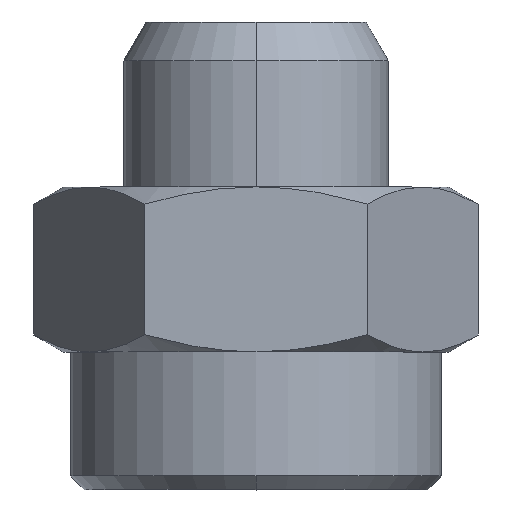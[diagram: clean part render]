
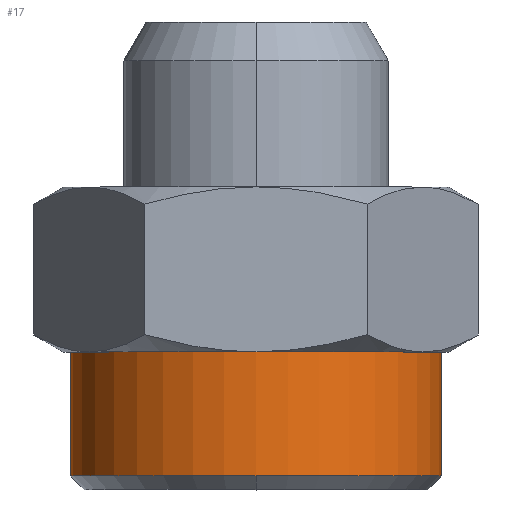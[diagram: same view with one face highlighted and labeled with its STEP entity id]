
A CAD part, top view. The second image highlights one B-rep face of the part: STEP entity #17.
In plain terms, the highlighted cylindrical face has radius 6.75 mm (diameter 13.5 mm), a partial arc.
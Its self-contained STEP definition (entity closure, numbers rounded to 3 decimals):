
#12 = LINE ( 'NONE', #831, #1321 ) ;
#17 = ADVANCED_FACE ( 'NONE', ( #874 ), #622, .T. ) ;
#60 = CARTESIAN_POINT ( 'NONE',  ( -6.75, 5., 0. ) ) ;
#126 = CARTESIAN_POINT ( 'NONE',  ( 6.75, 5., 0. ) ) ;
#245 = DIRECTION ( 'NONE',  ( 1., 0., 0. ) ) ;
#261 = DIRECTION ( 'NONE',  ( 0., 1., 0. ) ) ;
#341 = CIRCLE ( 'NONE', #1049, 6.75 ) ;
#350 = AXIS2_PLACEMENT_3D ( 'NONE', #368, #261, #985 ) ;
#368 = CARTESIAN_POINT ( 'NONE',  ( 0., 5., 0. ) ) ;
#394 = EDGE_CURVE ( 'NONE', #1050, #1308, #1069, .T. ) ;
#400 = DIRECTION ( 'NONE',  ( 0., -1., 0. ) ) ;
#473 = VERTEX_POINT ( 'NONE', #126 ) ;
#475 = CARTESIAN_POINT ( 'NONE',  ( -6.75, 5., 0. ) ) ;
#530 = EDGE_CURVE ( 'NONE', #1050, #473, #707, .T. ) ;
#535 = ORIENTED_EDGE ( 'NONE', *, *, #1249, .T. ) ;
#595 = DIRECTION ( 'NONE',  ( 0., -1., 0. ) ) ;
#612 = CARTESIAN_POINT ( 'NONE',  ( 0., 0.5, 0. ) ) ;
#622 = CYLINDRICAL_SURFACE ( 'NONE', #1244, 6.75 ) ;
#654 = EDGE_CURVE ( 'NONE', #935, #945, #341, .T. ) ;
#704 = ORIENTED_EDGE ( 'NONE', *, *, #654, .T. ) ;
#707 = CIRCLE ( 'NONE', #350, 6.75 ) ;
#720 = CARTESIAN_POINT ( 'NONE',  ( 0., 0.5, 6.75 ) ) ;
#762 = CARTESIAN_POINT ( 'NONE',  ( 0., 0.5, 0. ) ) ;
#766 = DIRECTION ( 'NONE',  ( 0., 0., 1. ) ) ;
#790 = ORIENTED_EDGE ( 'NONE', *, *, #394, .T. ) ;
#816 = CIRCLE ( 'NONE', #1084, 6.75 ) ;
#822 = DIRECTION ( 'NONE',  ( 0., 1., 0. ) ) ;
#831 = CARTESIAN_POINT ( 'NONE',  ( 6.75, 5., 0. ) ) ;
#874 = FACE_OUTER_BOUND ( 'NONE', #1177, .T. ) ;
#877 = ORIENTED_EDGE ( 'NONE', *, *, #530, .F. ) ;
#935 = VERTEX_POINT ( 'NONE', #720 ) ;
#945 = VERTEX_POINT ( 'NONE', #1188 ) ;
#985 = DIRECTION ( 'NONE',  ( 1., 0., 0. ) ) ;
#1006 = ORIENTED_EDGE ( 'NONE', *, *, #1175, .F. ) ;
#1049 = AXIS2_PLACEMENT_3D ( 'NONE', #762, #1171, #766 ) ;
#1050 = VERTEX_POINT ( 'NONE', #60 ) ;
#1069 = LINE ( 'NONE', #475, #1303 ) ;
#1084 = AXIS2_PLACEMENT_3D ( 'NONE', #612, #822, #1325 ) ;
#1088 = CARTESIAN_POINT ( 'NONE',  ( 0., 5., 0. ) ) ;
#1171 = DIRECTION ( 'NONE',  ( 0., 1., 0. ) ) ;
#1175 = EDGE_CURVE ( 'NONE', #473, #945, #12, .T. ) ;
#1177 = EDGE_LOOP ( 'NONE', ( #877, #790, #535, #704, #1006 ) ) ;
#1188 = CARTESIAN_POINT ( 'NONE',  ( 6.75, 0.5, 0. ) ) ;
#1189 = DIRECTION ( 'NONE',  ( 0., -1., 0. ) ) ;
#1243 = CARTESIAN_POINT ( 'NONE',  ( -6.75, 0.5, 0. ) ) ;
#1244 = AXIS2_PLACEMENT_3D ( 'NONE', #1088, #1189, #245 ) ;
#1249 = EDGE_CURVE ( 'NONE', #1308, #935, #816, .T. ) ;
#1303 = VECTOR ( 'NONE', #595, 1000. ) ;
#1308 = VERTEX_POINT ( 'NONE', #1243 ) ;
#1321 = VECTOR ( 'NONE', #400, 1000. ) ;
#1325 = DIRECTION ( 'NONE',  ( 0., 0., 1. ) ) ;
